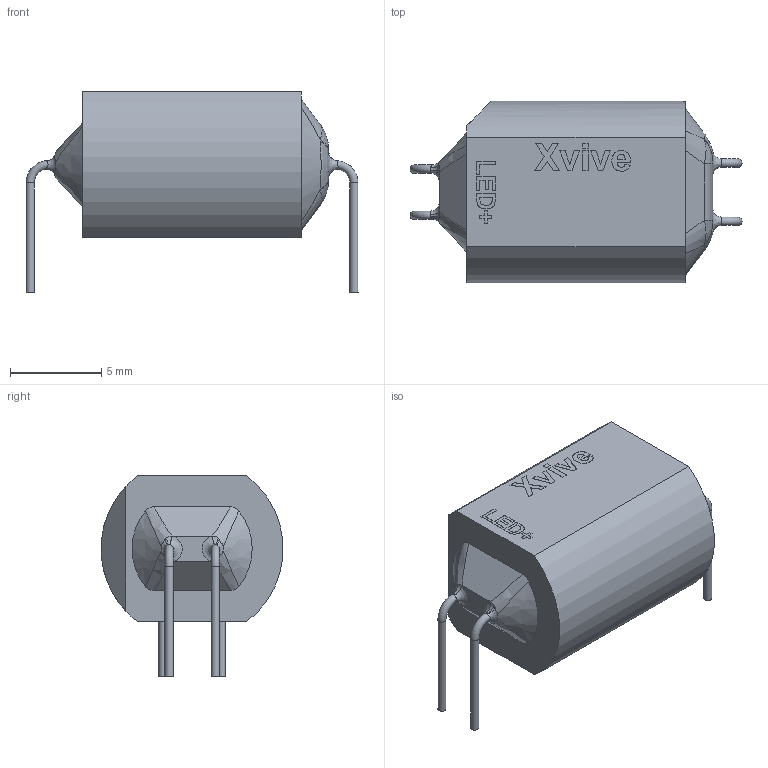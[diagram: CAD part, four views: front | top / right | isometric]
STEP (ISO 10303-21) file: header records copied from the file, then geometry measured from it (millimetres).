
FILE_DESCRIPTION((' '),'2;1');
FILE_NAME( 'Vactrol – VTL5C Series.stp', '2022-09-09T15:08:38', (' '), ('--- Datakit www.datakit.com---'), ' Datakit CrossCadWare V2022.3 Jun 15 2022', 'DATAKIT 2022 (c)', ' ');
FILE_SCHEMA(('AP242_MANAGED_MODEL_BASED_3D_ENGINEERING_MIM_LF { 1 0 10303 442 1 1 4 }'));
Length unit declared in the file: millimetre
Products named in the file (1): Vactrol – VTL5C Series
Bounding box: 18.23 x 9.98 x 11.01 mm (x, y, z)
Volume: 919.4 mm3; surface area: 565.7 mm2
Topology: 1 solids, 1 shells, 174 faces, 456 edges, 298 vertices
Faces by surface type: plane 102, bspline 36, extrusion 24, cylinder 8, torus 4
Full cylindrical faces by diameter (mm): 0.45 x4
Entity records: 11650 total; most frequent: CARTESIAN_POINT 7593, ORIENTED_EDGE 880, DIRECTION 584, EDGE_CURVE 440, VECTOR 294, VERTEX_POINT 292, LINE 270, EDGE_LOOP 198
